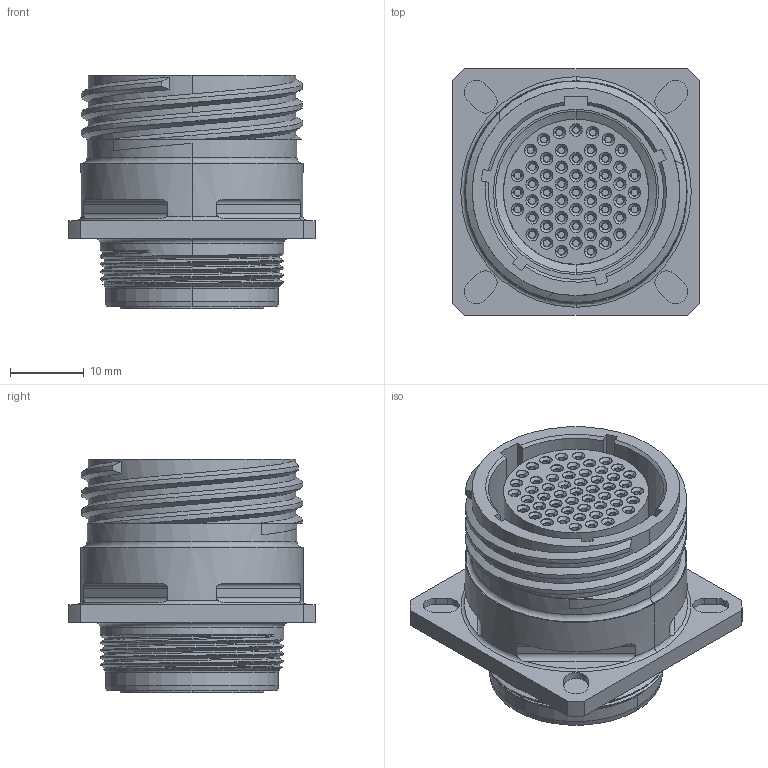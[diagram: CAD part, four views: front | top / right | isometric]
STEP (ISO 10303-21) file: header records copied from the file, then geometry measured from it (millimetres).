
FILE_DESCRIPTION(('FreeCAD Model'),'2;1');
FILE_NAME('Open CASCADE Shape Model','2024-02-02T15:00:16',(''),(''), 'Open CASCADE STEP processor 7.6','FreeCAD','Unknown');
FILE_SCHEMA(('AUTOMOTIVE_DESIGN { 1 0 10303 214 1 1 1 1 }'));
Length unit declared in the file: millimetre
Products named in the file (1): C-YDTS20W17-35SNV001
Bounding box: 33.43 x 33.43 x 31.62 mm (x, y, z)
Volume: 17236.8 mm3; surface area: 8623.9 mm2
Topology: 1 solids, 1 shells, 844 faces, 1791 edges, 1076 vertices
Faces by surface type: cylinder 396, plane 185, torus 124, cone 122, bspline 17
Entity records: 29998 total; most frequent: CARTESIAN_POINT 11219, DIRECTION 4378, ORIENTED_EDGE 3582, AXIS2_PLACEMENT_3D 1873, EDGE_CURVE 1791, VERTEX_POINT 1076, CIRCLE 1045, FACE_BOUND 971
